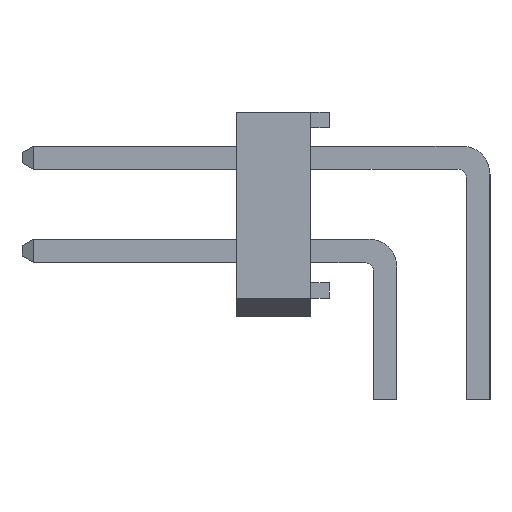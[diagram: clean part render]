
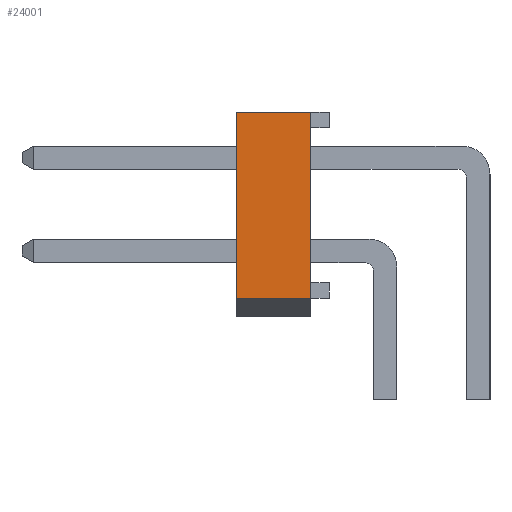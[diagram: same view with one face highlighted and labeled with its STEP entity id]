
A CAD part, left-side view. The second image highlights one B-rep face of the part: STEP entity #24001.
In plain terms, the highlighted planar face has unit normal (-1, 0, 0).
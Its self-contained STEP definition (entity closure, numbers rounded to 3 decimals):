
#1333=FACE_OUTER_BOUND('',#2750,.T.);
#2750=EDGE_LOOP('',(#18941,#18942,#18943,#18944));
#5055=LINE('',#36525,#8228);
#5073=LINE('',#36561,#8246);
#5077=LINE('',#36568,#8250);
#5078=LINE('',#36570,#8251);
#8228=VECTOR('',#29977,5.08);
#8246=VECTOR('',#30011,2.032);
#8250=VECTOR('',#30017,2.032);
#8251=VECTOR('',#30020,5.08);
#10881=VERTEX_POINT('',#36522);
#10882=VERTEX_POINT('',#36524);
#10892=VERTEX_POINT('',#36560);
#10894=VERTEX_POINT('',#36566);
#13697=EDGE_CURVE('',#10881,#10882,#5055,.T.);
#13715=EDGE_CURVE('',#10892,#10882,#5073,.T.);
#13719=EDGE_CURVE('',#10881,#10894,#5077,.T.);
#13720=EDGE_CURVE('',#10894,#10892,#5078,.T.);
#18941=ORIENTED_EDGE('',*,*,#13697,.F.);
#18942=ORIENTED_EDGE('',*,*,#13719,.T.);
#18943=ORIENTED_EDGE('',*,*,#13720,.T.);
#18944=ORIENTED_EDGE('',*,*,#13715,.T.);
#22585=PLANE('',#25678);
#24001=ADVANCED_FACE('',(#1333),#22585,.T.);
#25678=AXIS2_PLACEMENT_3D('',#36569,#30018,#30019);
#29977=DIRECTION('',(0.,0.,-1.));
#30011=DIRECTION('',(0.,-1.,0.));
#30017=DIRECTION('',(0.,1.,0.));
#30018=DIRECTION('center_axis',(-1.,0.,0.));
#30019=DIRECTION('ref_axis',(0.,0.,-1.));
#30020=DIRECTION('',(0.,0.,-1.));
#36522=CARTESIAN_POINT('',(-25.4,3.302,5.563));
#36524=CARTESIAN_POINT('',(-25.4,3.302,0.483));
#36525=CARTESIAN_POINT('',(-25.4,3.302,3.023));
#36560=CARTESIAN_POINT('',(-25.4,5.334,0.483));
#36561=CARTESIAN_POINT('',(-25.4,4.318,0.483));
#36566=CARTESIAN_POINT('',(-25.4,5.334,5.563));
#36568=CARTESIAN_POINT('',(-25.4,4.318,5.563));
#36569=CARTESIAN_POINT('Origin',(-25.4,4.318,3.023));
#36570=CARTESIAN_POINT('',(-25.4,5.334,3.023));
